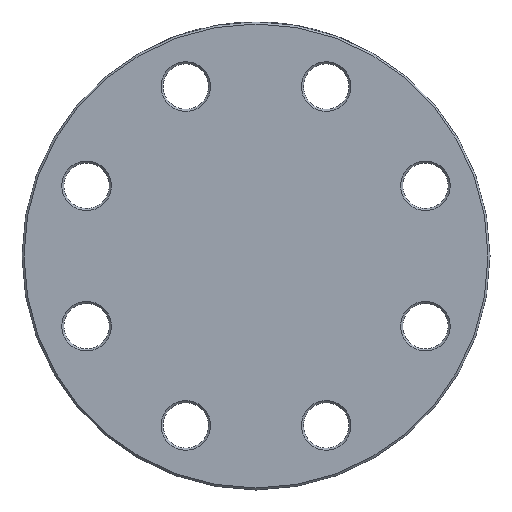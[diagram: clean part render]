
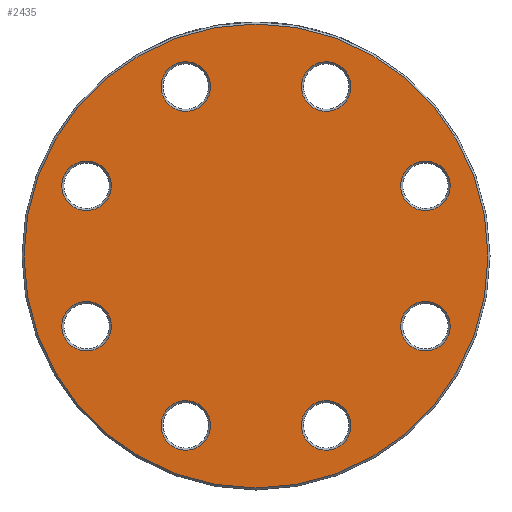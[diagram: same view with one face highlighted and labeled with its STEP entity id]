
A CAD part, left-side view. The second image highlights one B-rep face of the part: STEP entity #2435.
In plain terms, the highlighted planar face has unit normal (-1, 0, 0).
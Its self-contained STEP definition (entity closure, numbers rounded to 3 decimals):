
#12 = AXIS2_PLACEMENT_3D ( 'NONE', #1545, #3026, #6007 ) ;
#308 = VERTEX_POINT ( 'NONE', #6407 ) ;
#343 = VERTEX_POINT ( 'NONE', #4845 ) ;
#421 = CIRCLE ( 'NONE', #2330, 9.8 ) ;
#560 = CARTESIAN_POINT ( 'NONE',  ( 0., 0., -91.7 ) ) ;
#678 = CARTESIAN_POINT ( 'NONE',  ( 0., 0., 0. ) ) ;
#760 = EDGE_CURVE ( 'NONE', #308, #308, #1685, .T. ) ;
#797 = VERTEX_POINT ( 'NONE', #2885 ) ;
#824 = DIRECTION ( 'NONE',  ( 1., 0., 0. ) ) ;
#847 = DIRECTION ( 'NONE',  ( 1., 0., 0. ) ) ;
#890 = EDGE_CURVE ( 'NONE', #797, #797, #6473, .T. ) ;
#962 = CIRCLE ( 'NONE', #1815, 9.8 ) ;
#1080 = DIRECTION ( 'NONE',  ( 1., 0., 0. ) ) ;
#1154 = CARTESIAN_POINT ( 'NONE',  ( 0., -66.981, -27.745 ) ) ;
#1159 = FACE_BOUND ( 'NONE', #2168, .T. ) ;
#1162 = ORIENTED_EDGE ( 'NONE', *, *, #3513, .T. ) ;
#1243 = CARTESIAN_POINT ( 'NONE',  ( 0., 27.745, -76.781 ) ) ;
#1301 = EDGE_LOOP ( 'NONE', ( #3828 ) ) ;
#1322 = FACE_BOUND ( 'NONE', #3349, .T. ) ;
#1354 = FACE_BOUND ( 'NONE', #5401, .T. ) ;
#1356 = ORIENTED_EDGE ( 'NONE', *, *, #6346, .T. ) ;
#1501 = CIRCLE ( 'NONE', #12, 9.8 ) ;
#1545 = CARTESIAN_POINT ( 'NONE',  ( 0., 66.981, -27.745 ) ) ;
#1685 = CIRCLE ( 'NONE', #3398, 9.8 ) ;
#1815 = AXIS2_PLACEMENT_3D ( 'NONE', #1154, #4263, #2115 ) ;
#2080 = DIRECTION ( 'NONE',  ( 0., 0., -1. ) ) ;
#2115 = DIRECTION ( 'NONE',  ( 0., 0., -1. ) ) ;
#2126 = AXIS2_PLACEMENT_3D ( 'NONE', #2908, #4936, #5394 ) ;
#2168 = EDGE_LOOP ( 'NONE', ( #3614 ) ) ;
#2179 = DIRECTION ( 'NONE',  ( 0., 0., -1. ) ) ;
#2263 = CIRCLE ( 'NONE', #5990, 91.7 ) ;
#2315 = FACE_BOUND ( 'NONE', #6239, .T. ) ;
#2330 = AXIS2_PLACEMENT_3D ( 'NONE', #3671, #3135, #3734 ) ;
#2362 = EDGE_CURVE ( 'NONE', #3879, #3879, #421, .T. ) ;
#2384 = DIRECTION ( 'NONE',  ( 0., 0., -1. ) ) ;
#2431 = EDGE_LOOP ( 'NONE', ( #3106 ) ) ;
#2435 = ADVANCED_FACE ( 'NONE', ( #3703, #5717, #1159, #4826, #5811, #2315, #1354, #1322, #4891 ), #4365, .F. ) ;
#2492 = ORIENTED_EDGE ( 'NONE', *, *, #5804, .T. ) ;
#2634 = ORIENTED_EDGE ( 'NONE', *, *, #4924, .T. ) ;
#2695 = DIRECTION ( 'NONE',  ( 1., 0., 0. ) ) ;
#2885 = CARTESIAN_POINT ( 'NONE',  ( 0., -66.981, 17.945 ) ) ;
#2908 = CARTESIAN_POINT ( 'NONE',  ( 0., 27.745, -66.981 ) ) ;
#3026 = DIRECTION ( 'NONE',  ( 1., 0., 0. ) ) ;
#3106 = ORIENTED_EDGE ( 'NONE', *, *, #760, .T. ) ;
#3135 = DIRECTION ( 'NONE',  ( 1., 0., 0. ) ) ;
#3140 = VERTEX_POINT ( 'NONE', #560 ) ;
#3295 = EDGE_LOOP ( 'NONE', ( #3738 ) ) ;
#3315 = VERTEX_POINT ( 'NONE', #5342 ) ;
#3349 = EDGE_LOOP ( 'NONE', ( #1162 ) ) ;
#3351 = VERTEX_POINT ( 'NONE', #5374 ) ;
#3398 = AXIS2_PLACEMENT_3D ( 'NONE', #4532, #4021, #2080 ) ;
#3407 = AXIS2_PLACEMENT_3D ( 'NONE', #4732, #2695, #2179 ) ;
#3513 = EDGE_CURVE ( 'NONE', #5901, #5901, #5741, .T. ) ;
#3521 = AXIS2_PLACEMENT_3D ( 'NONE', #3923, #847, #2384 ) ;
#3600 = EDGE_CURVE ( 'NONE', #343, #343, #4594, .T. ) ;
#3614 = ORIENTED_EDGE ( 'NONE', *, *, #3600, .T. ) ;
#3671 = CARTESIAN_POINT ( 'NONE',  ( 0., -27.745, -66.981 ) ) ;
#3703 = FACE_OUTER_BOUND ( 'NONE', #4812, .T. ) ;
#3734 = DIRECTION ( 'NONE',  ( 0., 0., -1. ) ) ;
#3738 = ORIENTED_EDGE ( 'NONE', *, *, #5891, .T. ) ;
#3752 = CIRCLE ( 'NONE', #5762, 9.8 ) ;
#3755 = CARTESIAN_POINT ( 'NONE',  ( 0., 66.981, 27.745 ) ) ;
#3828 = ORIENTED_EDGE ( 'NONE', *, *, #890, .T. ) ;
#3879 = VERTEX_POINT ( 'NONE', #5832 ) ;
#3908 = ORIENTED_EDGE ( 'NONE', *, *, #2362, .T. ) ;
#3923 = CARTESIAN_POINT ( 'NONE',  ( 0., 0., 0. ) ) ;
#4021 = DIRECTION ( 'NONE',  ( 1., 0., 0. ) ) ;
#4263 = DIRECTION ( 'NONE',  ( 1., 0., 0. ) ) ;
#4351 = VERTEX_POINT ( 'NONE', #6372 ) ;
#4365 = PLANE ( 'NONE',  #3521 ) ;
#4532 = CARTESIAN_POINT ( 'NONE',  ( 0., -27.745, 66.981 ) ) ;
#4594 = CIRCLE ( 'NONE', #5012, 9.8 ) ;
#4659 = DIRECTION ( 'NONE',  ( 0., 0., -1. ) ) ;
#4732 = CARTESIAN_POINT ( 'NONE',  ( 0., -66.981, 27.745 ) ) ;
#4812 = EDGE_LOOP ( 'NONE', ( #1356 ) ) ;
#4826 = FACE_BOUND ( 'NONE', #2431, .T. ) ;
#4845 = CARTESIAN_POINT ( 'NONE',  ( 0., 27.745, 57.181 ) ) ;
#4891 = FACE_BOUND ( 'NONE', #5154, .T. ) ;
#4924 = EDGE_CURVE ( 'NONE', #3315, #3315, #962, .T. ) ;
#4936 = DIRECTION ( 'NONE',  ( 1., 0., 0. ) ) ;
#5012 = AXIS2_PLACEMENT_3D ( 'NONE', #5961, #824, #6367 ) ;
#5154 = EDGE_LOOP ( 'NONE', ( #2492 ) ) ;
#5227 = DIRECTION ( 'NONE',  ( -1., 0., 0. ) ) ;
#5342 = CARTESIAN_POINT ( 'NONE',  ( 0., -66.981, -37.545 ) ) ;
#5374 = CARTESIAN_POINT ( 'NONE',  ( 0., 66.981, 17.945 ) ) ;
#5394 = DIRECTION ( 'NONE',  ( 0., 0., -1. ) ) ;
#5401 = EDGE_LOOP ( 'NONE', ( #3908 ) ) ;
#5717 = FACE_BOUND ( 'NONE', #3295, .T. ) ;
#5741 = CIRCLE ( 'NONE', #2126, 9.8 ) ;
#5762 = AXIS2_PLACEMENT_3D ( 'NONE', #3755, #1080, #4659 ) ;
#5804 = EDGE_CURVE ( 'NONE', #4351, #4351, #1501, .T. ) ;
#5811 = FACE_BOUND ( 'NONE', #1301, .T. ) ;
#5832 = CARTESIAN_POINT ( 'NONE',  ( 0., -27.745, -76.781 ) ) ;
#5891 = EDGE_CURVE ( 'NONE', #3351, #3351, #3752, .T. ) ;
#5901 = VERTEX_POINT ( 'NONE', #1243 ) ;
#5961 = CARTESIAN_POINT ( 'NONE',  ( 0., 27.745, 66.981 ) ) ;
#5990 = AXIS2_PLACEMENT_3D ( 'NONE', #678, #5227, #6222 ) ;
#6007 = DIRECTION ( 'NONE',  ( 0., 0., -1. ) ) ;
#6222 = DIRECTION ( 'NONE',  ( 0., 0., -1. ) ) ;
#6239 = EDGE_LOOP ( 'NONE', ( #2634 ) ) ;
#6346 = EDGE_CURVE ( 'NONE', #3140, #3140, #2263, .T. ) ;
#6367 = DIRECTION ( 'NONE',  ( 0., 0., -1. ) ) ;
#6372 = CARTESIAN_POINT ( 'NONE',  ( 0., 66.981, -37.545 ) ) ;
#6407 = CARTESIAN_POINT ( 'NONE',  ( 0., -27.745, 57.181 ) ) ;
#6473 = CIRCLE ( 'NONE', #3407, 9.8 ) ;
